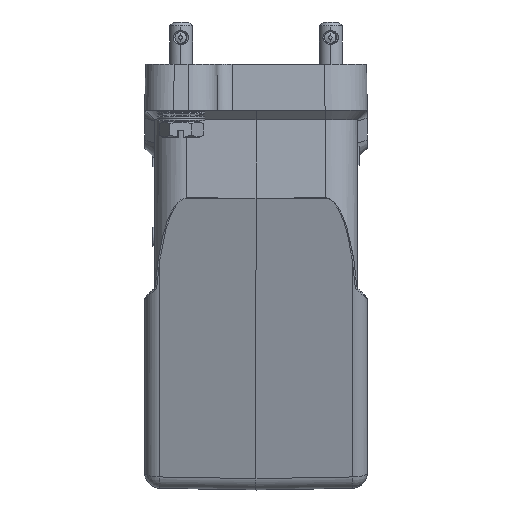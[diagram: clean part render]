
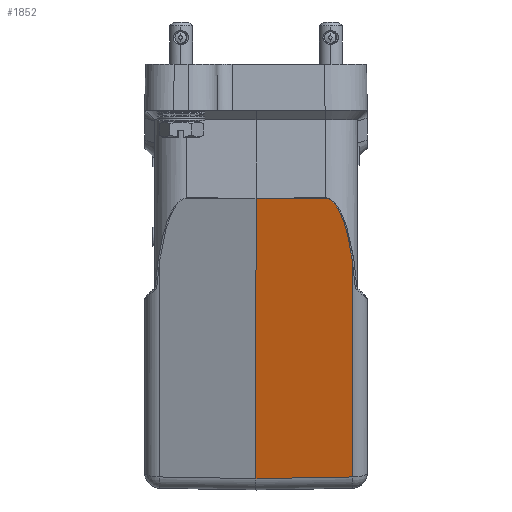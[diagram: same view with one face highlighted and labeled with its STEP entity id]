
A CAD part, left-side view. The second image highlights one B-rep face of the part: STEP entity #1852.
In plain terms, the highlighted planar face has unit normal (-0.966, -0.018, -0.259).
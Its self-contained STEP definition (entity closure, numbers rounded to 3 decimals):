
#1027=FACE_OUTER_BOUND('',#4189,.T.);
#1852=ADVANCED_FACE('NONE',(#1027),#2454,.F.);
#2454=PLANE('',#14914);
#3314=B_SPLINE_CURVE_WITH_KNOTS('',3,(#27016,#27017,#27018,#27019,#27020,
#27021,#27022,#27023,#27024,#27025,#27026,#27027,#27028,#27029,#27030,#27031,
#27032,#27033,#27034,#27035),.UNSPECIFIED.,.F.,.F.,(4,2,2,2,2,2,2,2,2,4),
(0.,0.031,0.062,0.125,0.187,
0.25,0.375,0.5,0.75,1.),.UNSPECIFIED.);
#4189=EDGE_LOOP('',(#7240,#7241,#7242,#7243,#7244));
#7240=ORIENTED_EDGE('',*,*,#11544,.F.);
#7241=ORIENTED_EDGE('',*,*,#11542,.F.);
#7242=ORIENTED_EDGE('',*,*,#11465,.F.);
#7243=ORIENTED_EDGE('',*,*,#11467,.F.);
#7244=ORIENTED_EDGE('',*,*,#11545,.T.);
#9646=VERTEX_POINT('',#26965);
#9649=VERTEX_POINT('',#27015);
#9650=VERTEX_POINT('',#27108);
#9693=VERTEX_POINT('',#27663);
#9697=VERTEX_POINT('',#27718);
#11465=EDGE_CURVE('NONE',#9649,#9646,#3314,.T.);
#11467=EDGE_CURVE('NONE',#9650,#9649,#12865,.T.);
#11542=EDGE_CURVE('NONE',#9646,#9693,#12907,.T.);
#11544=EDGE_CURVE('NONE',#9693,#9697,#12908,.T.);
#11545=EDGE_CURVE('NONE',#9650,#9697,#12909,.T.);
#12865=LINE('',#27109,#13878);
#12907=LINE('',#27687,#13920);
#12908=LINE('',#27717,#13921);
#12909=LINE('',#27719,#13922);
#13878=VECTOR('',#17466,1.);
#13920=VECTOR('',#17584,1.);
#13921=VECTOR('',#17587,1.);
#13922=VECTOR('',#17588,1.);
#14914=AXIS2_PLACEMENT_3D('',#27720,#17589,#17590);
#17466=DIRECTION('',(0.017,-1.,0.002));
#17584=DIRECTION('',(0.259,0.,-0.966));
#17587=DIRECTION('',(-0.013,1.,-0.017));
#17588=DIRECTION('',(0.259,0.,-0.966));
#17589=DIRECTION('',(0.966,0.017,0.259));
#17590=DIRECTION('',(0.259,0.,-0.966));
#26965=CARTESIAN_POINT('',(-70.235,-25.07,-39.091));
#27015=CARTESIAN_POINT('',(-74.668,-18.048,-23.022));
#27016=CARTESIAN_POINT('',(-74.668,-18.048,-23.022));
#27017=CARTESIAN_POINT('',(-74.664,-18.244,-23.022));
#27018=CARTESIAN_POINT('',(-74.654,-18.439,-23.048));
#27019=CARTESIAN_POINT('',(-74.62,-18.815,-23.149));
#27020=CARTESIAN_POINT('',(-74.597,-18.996,-23.223));
#27021=CARTESIAN_POINT('',(-74.515,-19.511,-23.494));
#27022=CARTESIAN_POINT('',(-74.444,-19.815,-23.739));
#27023=CARTESIAN_POINT('',(-74.289,-20.363,-24.281));
#27024=CARTESIAN_POINT('',(-74.204,-20.607,-24.58));
#27025=CARTESIAN_POINT('',(-74.029,-21.054,-25.204));
#27026=CARTESIAN_POINT('',(-73.938,-21.257,-25.531));
#27027=CARTESIAN_POINT('',(-73.659,-21.823,-26.533));
#27028=CARTESIAN_POINT('',(-73.466,-22.142,-27.231));
#27029=CARTESIAN_POINT('',(-73.075,-22.714,-28.653));
#27030=CARTESIAN_POINT('',(-72.876,-22.965,-29.377));
#27031=CARTESIAN_POINT('',(-72.276,-23.647,-31.571));
#27032=CARTESIAN_POINT('',(-71.87,-24.009,-33.061));
#27033=CARTESIAN_POINT('',(-71.055,-24.619,-36.062));
#27034=CARTESIAN_POINT('',(-70.646,-24.866,-37.573));
#27035=CARTESIAN_POINT('',(-70.235,-25.07,-39.091));
#27108=CARTESIAN_POINT('',(-74.983,0.,-23.064));
#27109=CARTESIAN_POINT('',(-74.983,0.,-23.064));
#27663=CARTESIAN_POINT('',(-55.094,-25.07,-95.598));
#27687=CARTESIAN_POINT('',(-54.213,-25.07,-98.887));
#27717=CARTESIAN_POINT('',(-55.09,-25.378,-95.593));
#27718=CARTESIAN_POINT('',(-55.43,0.,-96.036));
#27719=CARTESIAN_POINT('',(-54.636,0.,-99.));
#27720=CARTESIAN_POINT('',(-54.636,0.,-99.));
